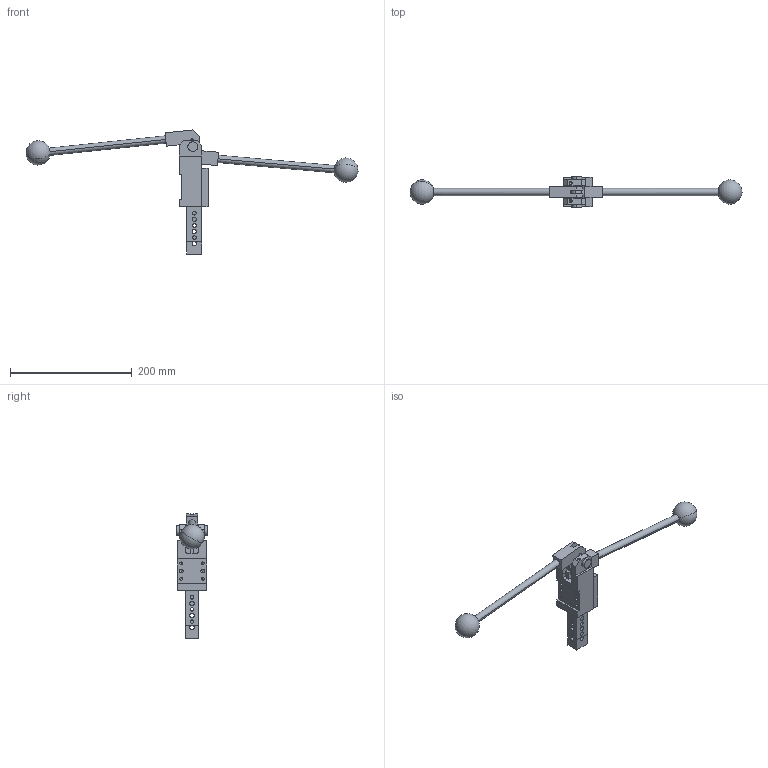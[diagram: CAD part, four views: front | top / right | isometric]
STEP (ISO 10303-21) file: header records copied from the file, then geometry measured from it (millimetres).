
FILE_DESCRIPTION(('CATIA V5 STEP Exchange'),'2;1');
FILE_NAME('ML_40_20_BR2_TUENKERS.stp','2019-03-12T14:01:38+00:00',('none'),('none'),'CATIA Version 5 Release 19 SP 9 (IN-10)','CATIA V5 STEP AP214','none');
FILE_SCHEMA(('AUTOMOTIVE_DESIGN { 1 0 10303 214 1 1 1 1 }'));
Length unit declared in the file: millimetre
Products named in the file (1): ML_40_20_BR2_TUENKERS
Bounding box: 545.67 x 51.5 x 203.86 mm (x, y, z)
Volume: 431380.2 mm3; surface area: 116474.6 mm2
Topology: 12 solids, 12 shells, 324 faces, 834 edges, 510 vertices
Faces by surface type: cylinder 156, plane 132, cone 32, sphere 4
Entity records: 10150 total; most frequent: CARTESIAN_POINT 2391, ORIENTED_EDGE 1620, DIRECTION 1158, EDGE_CURVE 810, VERTEX_POINT 510, VECTOR 492, LINE 492, AXIS2_PLACEMENT_3D 477
